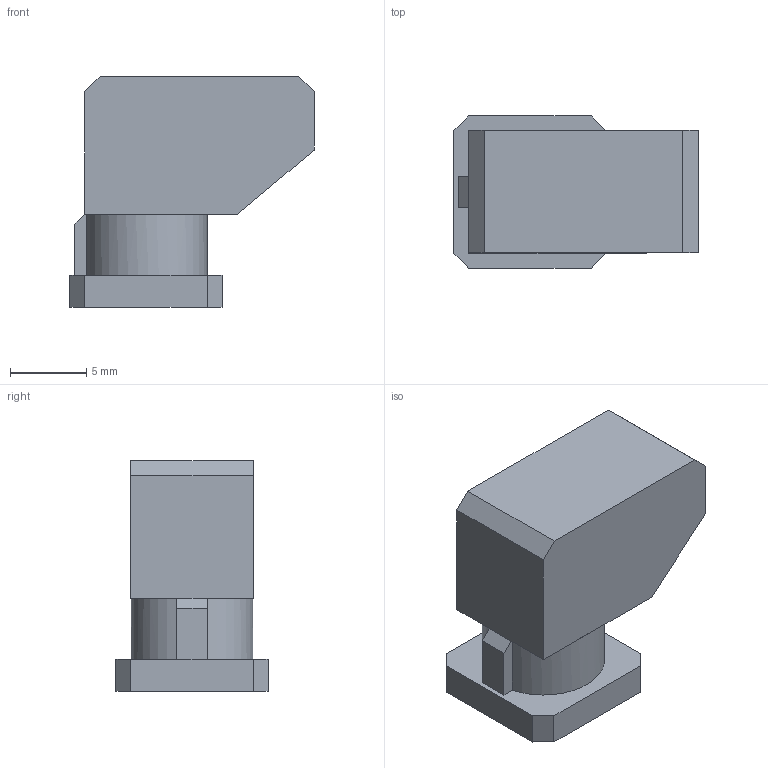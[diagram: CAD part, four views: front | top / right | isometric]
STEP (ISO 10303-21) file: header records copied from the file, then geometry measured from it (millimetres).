
FILE_DESCRIPTION(/* description */ (''),/* implementation_level */ '2;1');
FILE_NAME(/* name */ 'MINI2P_dummy v4.step',/* time_stamp */ '2022-03-31T11:37:30+02:00',/* author */ (''),/* organization */ (''),/* preprocessor_version */ 'ST-DEVELOPER v18.1',/* originating_system */ 'Autodesk Translation Framework v10.14.0.1471',/* authorisation */ '');
FILE_SCHEMA (('AUTOMOTIVE_DESIGN { 1 0 10303 214 3 1 1 }'));
Length unit declared in the file: millimetre
Products named in the file (1): MINI2P_dummy
Bounding box: 15.98 x 9.95 x 15.1 mm (x, y, z)
Volume: 1398.2 mm3; surface area: 878.1 mm2
Topology: 1 solids, 1 shells, 26 faces, 67 edges, 44 vertices
Faces by surface type: plane 25, cylinder 1
Entity records: 813 total; most frequent: CARTESIAN_POINT 138, ORIENTED_EDGE 134, DIRECTION 126, EDGE_CURVE 67, LINE 62, VECTOR 62, VERTEX_POINT 44, AXIS2_PLACEMENT_3D 32
